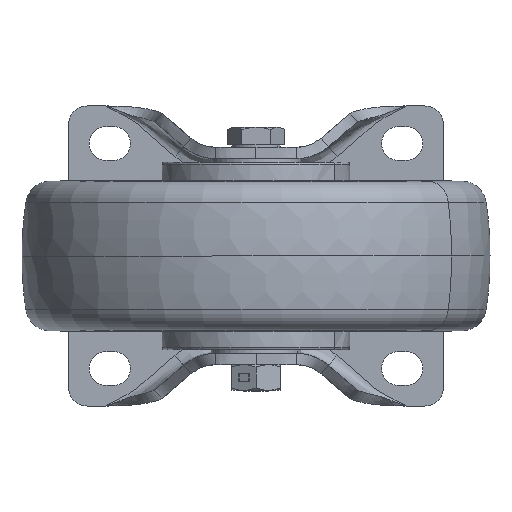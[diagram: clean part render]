
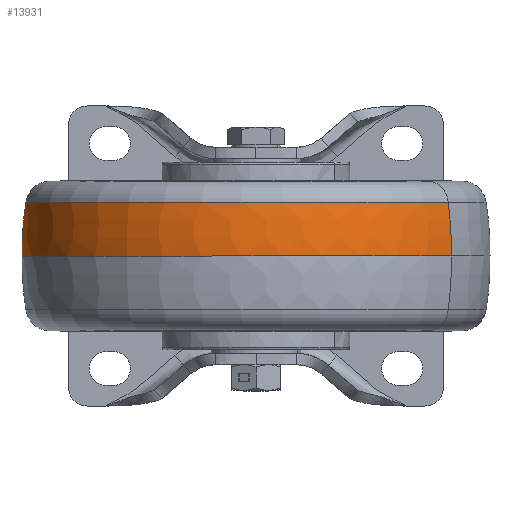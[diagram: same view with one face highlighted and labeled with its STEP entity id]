
A CAD part, front view. The second image highlights one B-rep face of the part: STEP entity #13931.
In plain terms, the highlighted toroidal (fillet/blend) face has major radius 37.5 mm and minor radius 100 mm.
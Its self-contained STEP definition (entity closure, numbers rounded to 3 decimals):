
#3418 = CIRCLE ( 'NONE', #32249, 100. ) ;
#3664 = DIRECTION ( 'NONE',  ( -0.552, -0.834, 0. ) ) ;
#3755 = CARTESIAN_POINT ( 'NONE',  ( 52.144, -58.6, 136.16 ) ) ;
#5736 = EDGE_CURVE ( 'NONE', #50840, #39169, #12536, .T. ) ;
#6326 = VERTEX_POINT ( 'NONE', #3755 ) ;
#6980 = CARTESIAN_POINT ( 'NONE',  ( 154.664, -126.4, 136.16 ) ) ;
#7560 = CARTESIAN_POINT ( 'NONE',  ( 103.404, -92.5, 121.8 ) ) ;
#8473 = FACE_OUTER_BOUND ( 'NONE', #22155, .T. ) ;
#9832 = CIRCLE ( 'NONE', #45266, 62.5 ) ;
#10896 = ORIENTED_EDGE ( 'NONE', *, *, #5736, .F. ) ;
#12536 = CIRCLE ( 'NONE', #50552, 100. ) ;
#13931 = ADVANCED_FACE ( 'NONE', ( #8473 ), #41145, .T. ) ;
#14387 = EDGE_CURVE ( 'NONE', #39169, #49710, #9832, .T. ) ;
#14634 = DIRECTION ( 'NONE',  ( 0.834, -0.552, 0. ) ) ;
#16150 = DIRECTION ( 'NONE',  ( 0., 0., -1. ) ) ;
#17582 = CARTESIAN_POINT ( 'NONE',  ( 51.273, -58.024, 121.8 ) ) ;
#19389 = DIRECTION ( 'NONE',  ( 0.834, -0.552, 0. ) ) ;
#20285 = CIRCLE ( 'NONE', #46616, 61.456 ) ;
#21925 = ORIENTED_EDGE ( 'NONE', *, *, #45912, .T. ) ;
#22155 = EDGE_LOOP ( 'NONE', ( #21925, #25939, #31109, #10896 ) ) ;
#23295 = CARTESIAN_POINT ( 'NONE',  ( 134.683, -113.186, 121.744 ) ) ;
#23330 = DIRECTION ( 'NONE',  ( 0., 0., -1. ) ) ;
#24450 = CARTESIAN_POINT ( 'NONE',  ( 103.404, -92.5, 121.744 ) ) ;
#25939 = ORIENTED_EDGE ( 'NONE', *, *, #40649, .T. ) ;
#26292 = DIRECTION ( 'NONE',  ( 0., 0., -1. ) ) ;
#28558 = DIRECTION ( 'NONE',  ( 0.834, -0.552, 0. ) ) ;
#30414 = CARTESIAN_POINT ( 'NONE',  ( 72.126, -71.814, 121.744 ) ) ;
#31109 = ORIENTED_EDGE ( 'NONE', *, *, #14387, .F. ) ;
#31218 = AXIS2_PLACEMENT_3D ( 'NONE', #24450, #16150, #28558 ) ;
#32249 = AXIS2_PLACEMENT_3D ( 'NONE', #23295, #3664, #19389 ) ;
#35243 = CARTESIAN_POINT ( 'NONE',  ( 103.404, -92.5, 136.16 ) ) ;
#38902 = DIRECTION ( 'NONE',  ( 0.552, 0.834, 0. ) ) ;
#39169 = VERTEX_POINT ( 'NONE', #50145 ) ;
#40649 = EDGE_CURVE ( 'NONE', #6326, #49710, #3418, .T. ) ;
#41145 = TOROIDAL_SURFACE ( 'NONE', #31218, -37.5, 100. ) ;
#43076 = DIRECTION ( 'NONE',  ( -0.834, 0.552, 0. ) ) ;
#43404 = DIRECTION ( 'NONE',  ( 0.834, -0.552, 0. ) ) ;
#45266 = AXIS2_PLACEMENT_3D ( 'NONE', #7560, #23330, #43404 ) ;
#45912 = EDGE_CURVE ( 'NONE', #50840, #6326, #20285, .T. ) ;
#46616 = AXIS2_PLACEMENT_3D ( 'NONE', #35243, #26292, #14634 ) ;
#49710 = VERTEX_POINT ( 'NONE', #17582 ) ;
#50145 = CARTESIAN_POINT ( 'NONE',  ( 155.536, -126.976, 121.8 ) ) ;
#50552 = AXIS2_PLACEMENT_3D ( 'NONE', #30414, #38902, #43076 ) ;
#50840 = VERTEX_POINT ( 'NONE', #6980 ) ;
